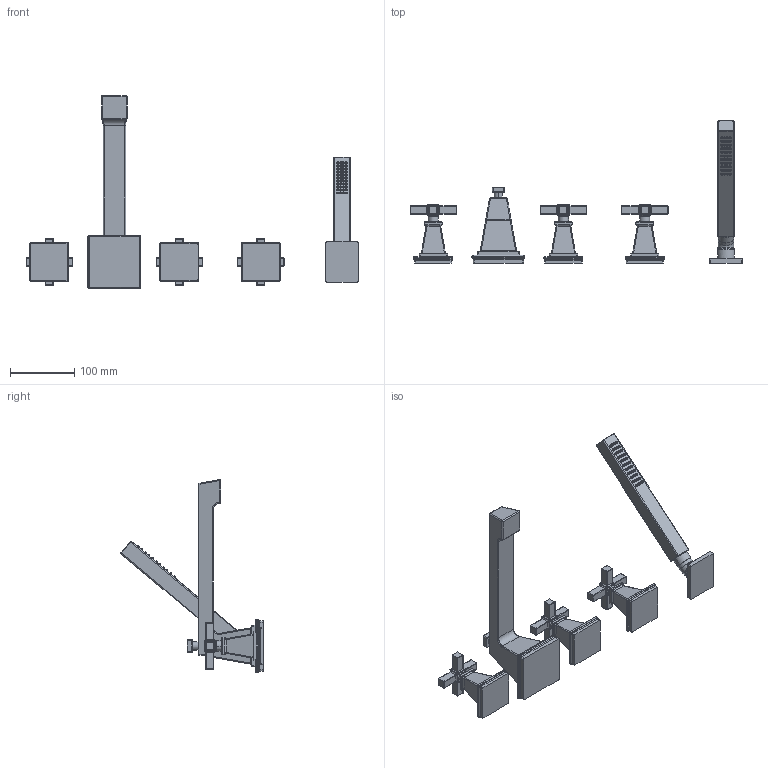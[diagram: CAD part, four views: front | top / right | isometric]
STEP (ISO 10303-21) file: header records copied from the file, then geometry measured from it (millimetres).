
FILE_DESCRIPTION((''),'2;1');
FILE_NAME('3-3157','2021-03-22T15:07:01',('jinson.thomas'),(''),'CREO PARAMETRIC BY PTC INC, 2018400','CREO PARAMETRIC BY PTC INC, 2018400','');
FILE_SCHEMA(('CONFIG_CONTROL_DESIGN'));
Products named in the file (1): 3-3157
Bounding box: 518.73 x 222.8 x 301.32 mm (x, y, z)
Volume: 1002033.9 mm3; surface area: 166470.3 mm2
Topology: 5 solids, 6 shells, 1822 faces, 4006 edges, 2319 vertices
Faces by surface type: cylinder 612, bspline 487, plane 282, torus 195, cone 154, sphere 92
Entity records: 80803 total; most frequent: CARTESIAN_POINT 43423, ORIENTED_EDGE 8012, DIRECTION 7375, EDGE_CURVE 4006, AXIS2_PLACEMENT_3D 2998, VERTEX_POINT 2319, EDGE_LOOP 1947, FACE_OUTER_BOUND 1822
